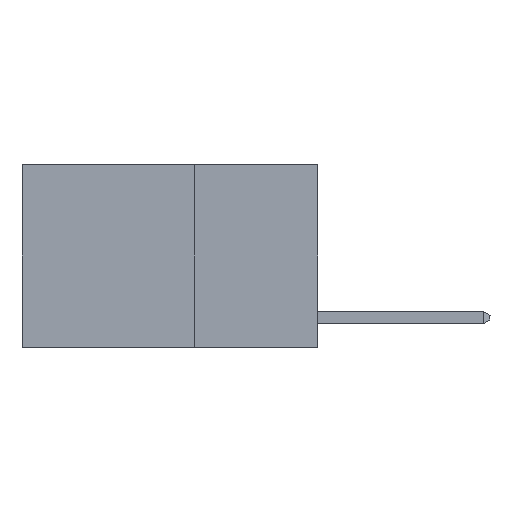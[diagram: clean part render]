
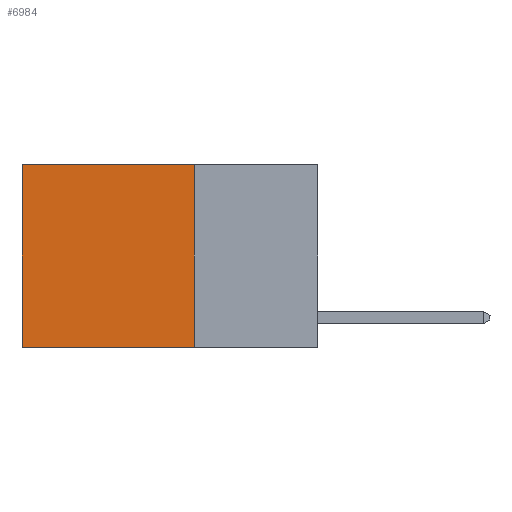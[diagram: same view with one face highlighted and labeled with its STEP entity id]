
A CAD part, left-side view. The second image highlights one B-rep face of the part: STEP entity #6984.
In plain terms, the highlighted planar face has unit normal (-1, 0, 0).
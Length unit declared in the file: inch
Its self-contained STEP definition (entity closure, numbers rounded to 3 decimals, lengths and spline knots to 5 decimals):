
#1294 = CARTESIAN_POINT ( 'NONE',  ( 0.2625, 0.25, 0. ) ) ;
#1481 = VECTOR ( 'NONE', #7476, 39.37008 ) ;
#1783 = CARTESIAN_POINT ( 'NONE',  ( 0.2625, 0.25, 0. ) ) ;
#2515 = EDGE_CURVE ( 'NONE', #18685, #20223, #22617, .T. ) ;
#3319 = VECTOR ( 'NONE', #12376, 39.37008 ) ;
#4508 = EDGE_CURVE ( 'NONE', #14965, #17391, #21594, .T. ) ;
#5169 = AXIS2_PLACEMENT_3D ( 'NONE', #1783, #7810, #21736 ) ;
#6564 = CARTESIAN_POINT ( 'NONE',  ( 0.2625, 0.25, -0.37 ) ) ;
#6851 = FACE_OUTER_BOUND ( 'NONE', #16336, .T. ) ;
#6984 = ADVANCED_FACE ( 'NONE', ( #6851 ), #17563, .F. ) ;
#7476 = DIRECTION ( 'NONE',  ( 0., 0., -1. ) ) ;
#7810 = DIRECTION ( 'NONE',  ( 1., 0., 0. ) ) ;
#8453 = LINE ( 'NONE', #25594, #23069 ) ;
#9747 = CARTESIAN_POINT ( 'NONE',  ( 0.2625, 0.25, 0. ) ) ;
#10996 = ORIENTED_EDGE ( 'NONE', *, *, #2515, .F. ) ;
#12376 = DIRECTION ( 'NONE',  ( 0., 1., 0. ) ) ;
#12629 = EDGE_CURVE ( 'NONE', #14965, #18685, #18311, .T. ) ;
#13814 = EDGE_CURVE ( 'NONE', #17391, #20223, #8453, .T. ) ;
#14676 = DIRECTION ( 'NONE',  ( 0., 1., 0. ) ) ;
#14965 = VERTEX_POINT ( 'NONE', #1294 ) ;
#16336 = EDGE_LOOP ( 'NONE', ( #23092, #10996, #22192, #18636 ) ) ;
#17391 = VERTEX_POINT ( 'NONE', #23850 ) ;
#17563 = PLANE ( 'NONE',  #5169 ) ;
#18311 = LINE ( 'NONE', #9747, #1481 ) ;
#18636 = ORIENTED_EDGE ( 'NONE', *, *, #4508, .T. ) ;
#18685 = VERTEX_POINT ( 'NONE', #22535 ) ;
#20223 = VERTEX_POINT ( 'NONE', #20258 ) ;
#20258 = CARTESIAN_POINT ( 'NONE',  ( 0.2625, 0.6, -0.37 ) ) ;
#21594 = LINE ( 'NONE', #22174, #21937 ) ;
#21736 = DIRECTION ( 'NONE',  ( 0., 0., -1. ) ) ;
#21937 = VECTOR ( 'NONE', #14676, 39.37008 ) ;
#22174 = CARTESIAN_POINT ( 'NONE',  ( 0.2625, 0.25, 0. ) ) ;
#22192 = ORIENTED_EDGE ( 'NONE', *, *, #12629, .F. ) ;
#22535 = CARTESIAN_POINT ( 'NONE',  ( 0.2625, 0.25, -0.37 ) ) ;
#22617 = LINE ( 'NONE', #6564, #3319 ) ;
#23069 = VECTOR ( 'NONE', #25318, 39.37008 ) ;
#23092 = ORIENTED_EDGE ( 'NONE', *, *, #13814, .T. ) ;
#23850 = CARTESIAN_POINT ( 'NONE',  ( 0.2625, 0.6, 0. ) ) ;
#25318 = DIRECTION ( 'NONE',  ( 0., 0., -1. ) ) ;
#25594 = CARTESIAN_POINT ( 'NONE',  ( 0.2625, 0.6, 0. ) ) ;
